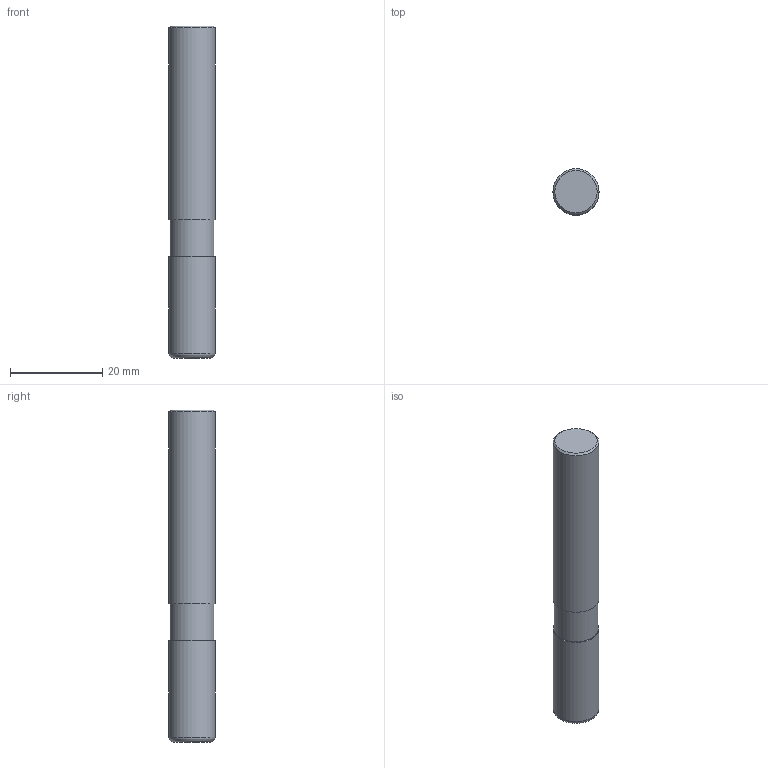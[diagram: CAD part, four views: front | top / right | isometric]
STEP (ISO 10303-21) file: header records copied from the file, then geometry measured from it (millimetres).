
FILE_DESCRIPTION(('STEP'), '1');
FILE_NAME('MOD000000000000000020084589300000.stp', '2019-01-02T12:06:19', (''), (''), 'Express v3.0.0.0', 'Express Tool', 'Unknown');
FILE_SCHEMA(('AUTOMOTIVE_DESIGN'));
Length unit declared in the file: millimetre
Products named in the file (1): titg044855B5e2fn
Bounding box: 10 x 10 x 72 mm (x, y, z)
Volume: 5611.8 mm3; surface area: 2546 mm2
Topology: 2 solids, 2 shells, 10 faces, 19 edges, 15 vertices
Faces by surface type: bspline 10
Entity records: 461 total; most frequent: CARTESIAN_POINT 215, DIRECTION 36, ORIENTED_EDGE 28, EDGE_CURVE 14, AXIS2_PLACEMENT_3D 14, EDGE_LOOP 11, CIRCLE 11, ADVANCED_FACE 10
